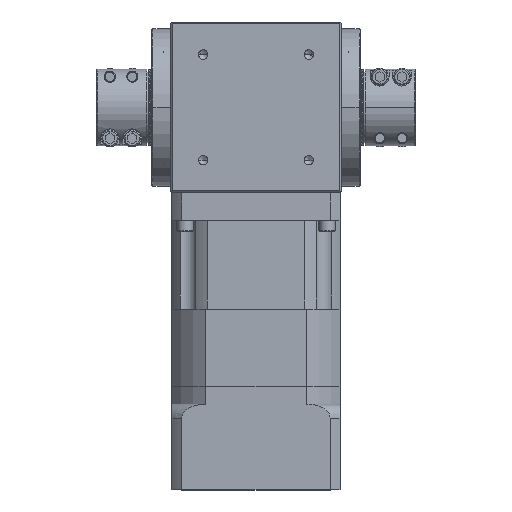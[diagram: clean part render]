
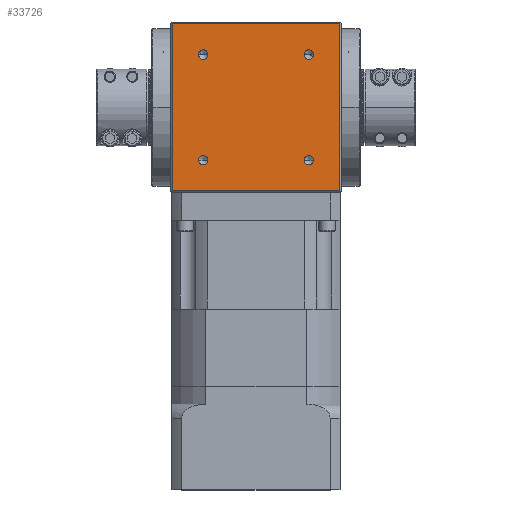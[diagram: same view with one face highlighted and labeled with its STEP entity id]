
A CAD part, top view. The second image highlights one B-rep face of the part: STEP entity #33726.
In plain terms, the highlighted planar face has unit normal (0, 0, 1).
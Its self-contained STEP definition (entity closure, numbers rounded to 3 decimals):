
#816 = EDGE_CURVE ( 'NONE', #23521, #25625, #13726, .T. ) ;
#828 = CARTESIAN_POINT ( 'NONE',  ( 61.669, 56.569, 91.5 ) ) ;
#1146 = FACE_BOUND ( 'NONE', #17525, .T. ) ;
#1156 = DIRECTION ( 'NONE',  ( 0., 1., 0. ) ) ;
#1300 = AXIS2_PLACEMENT_3D ( 'NONE', #17245, #1391, #19905 ) ;
#1369 = EDGE_CURVE ( 'NONE', #25625, #23521, #27308, .T. ) ;
#1391 = DIRECTION ( 'NONE',  ( 0., 0., 1. ) ) ;
#2287 = ORIENTED_EDGE ( 'NONE', *, *, #4252, .T. ) ;
#2558 = CIRCLE ( 'NONE', #5999, 5.1 ) ;
#2880 = EDGE_CURVE ( 'NONE', #30779, #4271, #18296, .T. ) ;
#3331 = CARTESIAN_POINT ( 'NONE',  ( 0., 0., 91.5 ) ) ;
#3398 = VECTOR ( 'NONE', #22181, 1000. ) ;
#3797 = DIRECTION ( 'NONE',  ( 0., 0., 1. ) ) ;
#3825 = CARTESIAN_POINT ( 'NONE',  ( -89.5, -89.5, 91.5 ) ) ;
#4252 = EDGE_CURVE ( 'NONE', #21832, #10711, #24848, .T. ) ;
#4271 = VERTEX_POINT ( 'NONE', #3825 ) ;
#4560 = DIRECTION ( 'NONE',  ( 0., 0., 1. ) ) ;
#5034 = EDGE_CURVE ( 'NONE', #26381, #34061, #9888, .T. ) ;
#5261 = CARTESIAN_POINT ( 'NONE',  ( 89.5, -89.5, 91.5 ) ) ;
#5861 = AXIS2_PLACEMENT_3D ( 'NONE', #8272, #26724, #10896 ) ;
#5989 = DIRECTION ( 'NONE',  ( 1., 0., 0. ) ) ;
#5999 = AXIS2_PLACEMENT_3D ( 'NONE', #13455, #31934, #16135 ) ;
#6069 = VERTEX_POINT ( 'NONE', #828 ) ;
#6228 = CARTESIAN_POINT ( 'NONE',  ( 56.569, -56.569, 91.5 ) ) ;
#6275 = AXIS2_PLACEMENT_3D ( 'NONE', #19658, #3797, #22320 ) ;
#6324 = CARTESIAN_POINT ( 'NONE',  ( -89.5, 0., 91.5 ) ) ;
#7181 = CARTESIAN_POINT ( 'NONE',  ( 56.569, 56.569, 91.5 ) ) ;
#7841 = CARTESIAN_POINT ( 'NONE',  ( -89.5, 89.5, 91.5 ) ) ;
#8059 = EDGE_CURVE ( 'NONE', #9454, #10776, #17950, .T. ) ;
#8206 = FACE_BOUND ( 'NONE', #23461, .T. ) ;
#8272 = CARTESIAN_POINT ( 'NONE',  ( 56.569, 56.569, 91.5 ) ) ;
#8898 = DIRECTION ( 'NONE',  ( 1., 0., 0. ) ) ;
#8926 = EDGE_CURVE ( 'NONE', #10776, #9454, #2558, .T. ) ;
#9098 = EDGE_LOOP ( 'NONE', ( #14764, #15189 ) ) ;
#9454 = VERTEX_POINT ( 'NONE', #24947 ) ;
#9831 = DIRECTION ( 'NONE',  ( 1., 0., 0. ) ) ;
#9888 = CIRCLE ( 'NONE', #1300, 5.1 ) ;
#9931 = ORIENTED_EDGE ( 'NONE', *, *, #2880, .T. ) ;
#10046 = ORIENTED_EDGE ( 'NONE', *, *, #18126, .T. ) ;
#10711 = VERTEX_POINT ( 'NONE', #34271 ) ;
#10776 = VERTEX_POINT ( 'NONE', #26625 ) ;
#10896 = DIRECTION ( 'NONE',  ( 1., 0., 0. ) ) ;
#11514 = ORIENTED_EDGE ( 'NONE', *, *, #8059, .F. ) ;
#11865 = AXIS2_PLACEMENT_3D ( 'NONE', #20414, #4560, #23078 ) ;
#12234 = DIRECTION ( 'NONE',  ( 1., 0., 0. ) ) ;
#12542 = CARTESIAN_POINT ( 'NONE',  ( 56.569, -56.569, 91.5 ) ) ;
#13419 = ORIENTED_EDGE ( 'NONE', *, *, #816, .F. ) ;
#13455 = CARTESIAN_POINT ( 'NONE',  ( -56.569, 56.569, 91.5 ) ) ;
#13726 = CIRCLE ( 'NONE', #25306, 5.1 ) ;
#14027 = VERTEX_POINT ( 'NONE', #24625 ) ;
#14614 = EDGE_CURVE ( 'NONE', #34061, #26381, #18900, .T. ) ;
#14764 = ORIENTED_EDGE ( 'NONE', *, *, #20057, .F. ) ;
#14853 = ORIENTED_EDGE ( 'NONE', *, *, #28343, .T. ) ;
#14904 = CARTESIAN_POINT ( 'NONE',  ( 0., -89.5, 91.5 ) ) ;
#15189 = ORIENTED_EDGE ( 'NONE', *, *, #23256, .F. ) ;
#15214 = DIRECTION ( 'NONE',  ( 1., 0., 0. ) ) ;
#15245 = FACE_BOUND ( 'NONE', #17569, .T. ) ;
#16082 = FACE_BOUND ( 'NONE', #9098, .T. ) ;
#16135 = DIRECTION ( 'NONE',  ( 1., 0., 0. ) ) ;
#16926 = LINE ( 'NONE', #14904, #30120 ) ;
#17245 = CARTESIAN_POINT ( 'NONE',  ( -56.569, -56.569, 91.5 ) ) ;
#17525 = EDGE_LOOP ( 'NONE', ( #26829, #19317 ) ) ;
#17569 = EDGE_LOOP ( 'NONE', ( #13419, #28766 ) ) ;
#17950 = CIRCLE ( 'NONE', #6275, 5.1 ) ;
#18126 = EDGE_CURVE ( 'NONE', #10711, #30779, #25188, .T. ) ;
#18169 = VECTOR ( 'NONE', #28042, 1000. ) ;
#18296 = LINE ( 'NONE', #6324, #3398 ) ;
#18900 = CIRCLE ( 'NONE', #11865, 5.1 ) ;
#19317 = ORIENTED_EDGE ( 'NONE', *, *, #5034, .F. ) ;
#19452 = CARTESIAN_POINT ( 'NONE',  ( -61.669, -56.569, 91.5 ) ) ;
#19548 = CARTESIAN_POINT ( 'NONE',  ( 51.469, -56.569, 91.5 ) ) ;
#19658 = CARTESIAN_POINT ( 'NONE',  ( -56.569, 56.569, 91.5 ) ) ;
#19905 = DIRECTION ( 'NONE',  ( 1., 0., 0. ) ) ;
#20057 = EDGE_CURVE ( 'NONE', #6069, #14027, #23392, .T. ) ;
#20091 = CARTESIAN_POINT ( 'NONE',  ( 0., 89.5, 91.5 ) ) ;
#20414 = CARTESIAN_POINT ( 'NONE',  ( -56.569, -56.569, 91.5 ) ) ;
#21517 = ORIENTED_EDGE ( 'NONE', *, *, #8926, .F. ) ;
#21832 = VERTEX_POINT ( 'NONE', #5261 ) ;
#21853 = DIRECTION ( 'NONE',  ( 0., 0., 1. ) ) ;
#22181 = DIRECTION ( 'NONE',  ( 0., -1., 0. ) ) ;
#22320 = DIRECTION ( 'NONE',  ( 1., 0., 0. ) ) ;
#23078 = DIRECTION ( 'NONE',  ( 1., 0., 0. ) ) ;
#23256 = EDGE_CURVE ( 'NONE', #14027, #6069, #25054, .T. ) ;
#23392 = CIRCLE ( 'NONE', #31517, 5.1 ) ;
#23461 = EDGE_LOOP ( 'NONE', ( #11514, #21517 ) ) ;
#23521 = VERTEX_POINT ( 'NONE', #30301 ) ;
#24625 = CARTESIAN_POINT ( 'NONE',  ( 51.469, 56.569, 91.5 ) ) ;
#24718 = DIRECTION ( 'NONE',  ( 0., 0., 1. ) ) ;
#24848 = LINE ( 'NONE', #30054, #31034 ) ;
#24947 = CARTESIAN_POINT ( 'NONE',  ( -51.469, 56.569, 91.5 ) ) ;
#25054 = CIRCLE ( 'NONE', #5861, 5.1 ) ;
#25188 = LINE ( 'NONE', #20091, #18169 ) ;
#25306 = AXIS2_PLACEMENT_3D ( 'NONE', #12542, #31031, #15214 ) ;
#25625 = VERTEX_POINT ( 'NONE', #19548 ) ;
#25659 = DIRECTION ( 'NONE',  ( 0., 0., 1. ) ) ;
#26381 = VERTEX_POINT ( 'NONE', #19452 ) ;
#26625 = CARTESIAN_POINT ( 'NONE',  ( -61.669, 56.569, 91.5 ) ) ;
#26724 = DIRECTION ( 'NONE',  ( 0., 0., 1. ) ) ;
#26829 = ORIENTED_EDGE ( 'NONE', *, *, #14614, .F. ) ;
#27308 = CIRCLE ( 'NONE', #31083, 5.1 ) ;
#28042 = DIRECTION ( 'NONE',  ( -1., 0., 0. ) ) ;
#28343 = EDGE_CURVE ( 'NONE', #4271, #21832, #16926, .T. ) ;
#28451 = FACE_OUTER_BOUND ( 'NONE', #33834, .T. ) ;
#28504 = CARTESIAN_POINT ( 'NONE',  ( -51.469, -56.569, 91.5 ) ) ;
#28766 = ORIENTED_EDGE ( 'NONE', *, *, #1369, .F. ) ;
#29434 = AXIS2_PLACEMENT_3D ( 'NONE', #3331, #21853, #5989 ) ;
#30054 = CARTESIAN_POINT ( 'NONE',  ( 89.5, 0., 91.5 ) ) ;
#30120 = VECTOR ( 'NONE', #12234, 1000. ) ;
#30301 = CARTESIAN_POINT ( 'NONE',  ( 61.669, -56.569, 91.5 ) ) ;
#30779 = VERTEX_POINT ( 'NONE', #7841 ) ;
#31031 = DIRECTION ( 'NONE',  ( 0., 0., 1. ) ) ;
#31034 = VECTOR ( 'NONE', #1156, 1000. ) ;
#31083 = AXIS2_PLACEMENT_3D ( 'NONE', #6228, #24718, #8898 ) ;
#31517 = AXIS2_PLACEMENT_3D ( 'NONE', #7181, #25659, #9831 ) ;
#31934 = DIRECTION ( 'NONE',  ( 0., 0., 1. ) ) ;
#32224 = PLANE ( 'NONE',  #29434 ) ;
#33726 = ADVANCED_FACE ( 'NONE', ( #8206, #16082, #15245, #1146, #28451 ), #32224, .T. ) ;
#33834 = EDGE_LOOP ( 'NONE', ( #14853, #2287, #10046, #9931 ) ) ;
#34061 = VERTEX_POINT ( 'NONE', #28504 ) ;
#34271 = CARTESIAN_POINT ( 'NONE',  ( 89.5, 89.5, 91.5 ) ) ;
